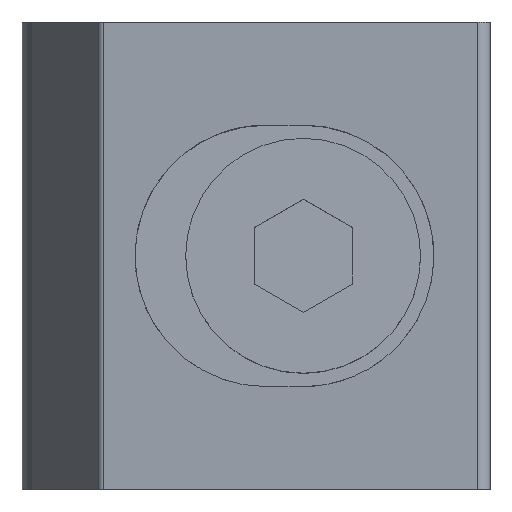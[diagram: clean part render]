
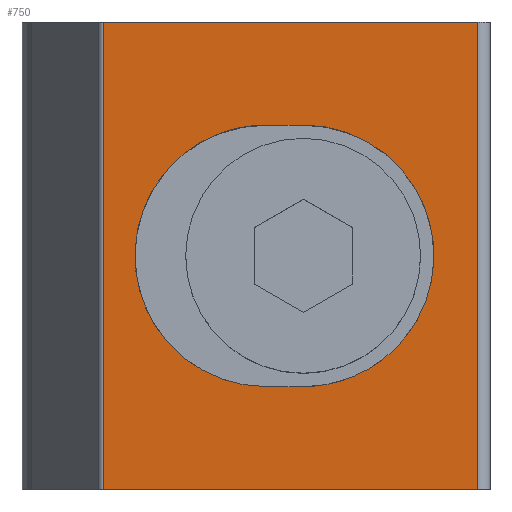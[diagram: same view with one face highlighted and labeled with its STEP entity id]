
A CAD part, top view. The second image highlights one B-rep face of the part: STEP entity #750.
In plain terms, the highlighted planar face has unit normal (-0.101, 0, 0.995).
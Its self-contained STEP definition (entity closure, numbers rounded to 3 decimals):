
#13 = VERTEX_POINT ( 'NONE', #1155 ) ;
#28 = VECTOR ( 'NONE', #665, 1000. ) ;
#38 = CARTESIAN_POINT ( 'NONE',  ( 5.334, 2.667, 5.66 ) ) ;
#50 = EDGE_CURVE ( 'NONE', #903, #13, #795, .T. ) ;
#150 =( BOUNDED_CURVE ( )  B_SPLINE_CURVE ( 3, ( #1558, #935, #330, #1042 ),
 .UNSPECIFIED., .F., .T. ) 
 B_SPLINE_CURVE_WITH_KNOTS ( ( 4, 4 ),
 ( 1.571, 4.712 ),
 .UNSPECIFIED. ) 
 CURVE ( )  GEOMETRIC_REPRESENTATION_ITEM ( )  RATIONAL_B_SPLINE_CURVE ( ( 1., 0.333, 0.333, 1. ) ) 
 REPRESENTATION_ITEM ( '' )  );
#169 = CARTESIAN_POINT ( 'NONE',  ( 3.558, 2.667, 5.48 ) ) ;
#178 = PLANE ( 'NONE',  #580 ) ;
#205 = CARTESIAN_POINT ( 'NONE',  ( 3.558, 4.763, 5.48 ) ) ;
#212 = LINE ( 'NONE', #594, #1194 ) ;
#217 = EDGE_CURVE ( 'NONE', #1193, #337, #1104, .T. ) ;
#229 = DIRECTION ( 'NONE',  ( 0., -1., 0. ) ) ;
#239 = CARTESIAN_POINT ( 'NONE',  ( 3.558, -4.763, 5.48 ) ) ;
#277 = VERTEX_POINT ( 'NONE', #875 ) ;
#300 = DIRECTION ( 'NONE',  ( -0.995, 0., -0.101 ) ) ;
#304 = LINE ( 'NONE', #929, #528 ) ;
#306 = EDGE_CURVE ( 'NONE', #13, #518, #1401, .T. ) ;
#310 = FACE_BOUND ( 'NONE', #915, .T. ) ;
#330 = CARTESIAN_POINT ( 'NONE',  ( -6.096, 2.667, 4.501 ) ) ;
#337 = VERTEX_POINT ( 'NONE', #1599 ) ;
#412 = ORIENTED_EDGE ( 'NONE', *, *, #217, .T. ) ;
#465 = DIRECTION ( 'NONE',  ( 0., -1., 0. ) ) ;
#479 = ORIENTED_EDGE ( 'NONE', *, *, #930, .F. ) ;
#486 = DIRECTION ( 'NONE',  ( 0.995, 0., 0.101 ) ) ;
#511 = ORIENTED_EDGE ( 'NONE', *, *, #802, .T. ) ;
#518 = VERTEX_POINT ( 'NONE', #905 ) ;
#519 = ORIENTED_EDGE ( 'NONE', *, *, #1567, .T. ) ;
#527 = CARTESIAN_POINT ( 'NONE',  ( 3.558, 4.763, 5.48 ) ) ;
#528 = VECTOR ( 'NONE', #1444, 1000. ) ;
#580 = AXIS2_PLACEMENT_3D ( 'NONE', #1050, #1566, #300 ) ;
#589 = CARTESIAN_POINT ( 'NONE',  ( -4.072, 4.763, 4.706 ) ) ;
#594 = CARTESIAN_POINT ( 'NONE',  ( 3.558, 4.763, 5.48 ) ) ;
#600 = CARTESIAN_POINT ( 'NONE',  ( -0.762, 2.667, 5.042 ) ) ;
#636 = EDGE_CURVE ( 'NONE', #727, #337, #1370, .T. ) ;
#665 = DIRECTION ( 'NONE',  ( 0.995, 0., 0.101 ) ) ;
#699 = CARTESIAN_POINT ( 'NONE',  ( -4.072, -4.763, 4.706 ) ) ;
#727 = VERTEX_POINT ( 'NONE', #205 ) ;
#739 = VECTOR ( 'NONE', #229, 1000. ) ;
#750 = ADVANCED_FACE ( 'NONE', ( #310, #1429 ), #178, .F. ) ;
#753 = ORIENTED_EDGE ( 'NONE', *, *, #958, .T. ) ;
#772 = ORIENTED_EDGE ( 'NONE', *, *, #306, .T. ) ;
#783 = CARTESIAN_POINT ( 'NONE',  ( 5.334, -2.667, 5.66 ) ) ;
#795 = LINE ( 'NONE', #169, #28 ) ;
#802 = EDGE_CURVE ( 'NONE', #277, #903, #150, .T. ) ;
#875 = CARTESIAN_POINT ( 'NONE',  ( -0.762, -2.667, 5.042 ) ) ;
#903 = VERTEX_POINT ( 'NONE', #600 ) ;
#905 = CARTESIAN_POINT ( 'NONE',  ( 0., -2.667, 5.119 ) ) ;
#915 = EDGE_LOOP ( 'NONE', ( #1296, #772, #519, #511 ) ) ;
#917 = CARTESIAN_POINT ( 'NONE',  ( -4.072, 4.763, 4.706 ) ) ;
#920 = CARTESIAN_POINT ( 'NONE',  ( 0., 2.667, 5.119 ) ) ;
#925 = EDGE_LOOP ( 'NONE', ( #412, #1392, #479, #753 ) ) ;
#929 = CARTESIAN_POINT ( 'NONE',  ( 3.558, -2.667, 5.48 ) ) ;
#930 = EDGE_CURVE ( 'NONE', #1515, #727, #212, .T. ) ;
#935 = CARTESIAN_POINT ( 'NONE',  ( -6.096, -2.667, 4.501 ) ) ;
#958 = EDGE_CURVE ( 'NONE', #1515, #1193, #1613, .T. ) ;
#974 = VECTOR ( 'NONE', #465, 1000. ) ;
#1042 = CARTESIAN_POINT ( 'NONE',  ( -0.762, 2.667, 5.042 ) ) ;
#1050 = CARTESIAN_POINT ( 'NONE',  ( 3.558, 4.763, 5.48 ) ) ;
#1104 = LINE ( 'NONE', #239, #1272 ) ;
#1153 = CARTESIAN_POINT ( 'NONE',  ( 0., -2.667, 5.119 ) ) ;
#1155 = CARTESIAN_POINT ( 'NONE',  ( 0., 2.667, 5.119 ) ) ;
#1193 = VERTEX_POINT ( 'NONE', #699 ) ;
#1194 = VECTOR ( 'NONE', #486, 1000. ) ;
#1272 = VECTOR ( 'NONE', #1629, 1000. ) ;
#1296 = ORIENTED_EDGE ( 'NONE', *, *, #50, .T. ) ;
#1370 = LINE ( 'NONE', #527, #739 ) ;
#1392 = ORIENTED_EDGE ( 'NONE', *, *, #636, .F. ) ;
#1401 =( BOUNDED_CURVE ( )  B_SPLINE_CURVE ( 3, ( #920, #38, #783, #1153 ),
 .UNSPECIFIED., .F., .T. ) 
 B_SPLINE_CURVE_WITH_KNOTS ( ( 4, 4 ),
 ( 4.712, 7.854 ),
 .UNSPECIFIED. ) 
 CURVE ( )  GEOMETRIC_REPRESENTATION_ITEM ( )  RATIONAL_B_SPLINE_CURVE ( ( 1., 0.333, 0.333, 1. ) ) 
 REPRESENTATION_ITEM ( '' )  );
#1429 = FACE_OUTER_BOUND ( 'NONE', #925, .T. ) ;
#1444 = DIRECTION ( 'NONE',  ( -0.995, 0., -0.101 ) ) ;
#1515 = VERTEX_POINT ( 'NONE', #917 ) ;
#1558 = CARTESIAN_POINT ( 'NONE',  ( -0.762, -2.667, 5.042 ) ) ;
#1566 = DIRECTION ( 'NONE',  ( 0.101, 0., -0.995 ) ) ;
#1567 = EDGE_CURVE ( 'NONE', #518, #277, #304, .T. ) ;
#1599 = CARTESIAN_POINT ( 'NONE',  ( 3.558, -4.763, 5.48 ) ) ;
#1613 = LINE ( 'NONE', #589, #974 ) ;
#1629 = DIRECTION ( 'NONE',  ( 0.995, 0., 0.101 ) ) ;
